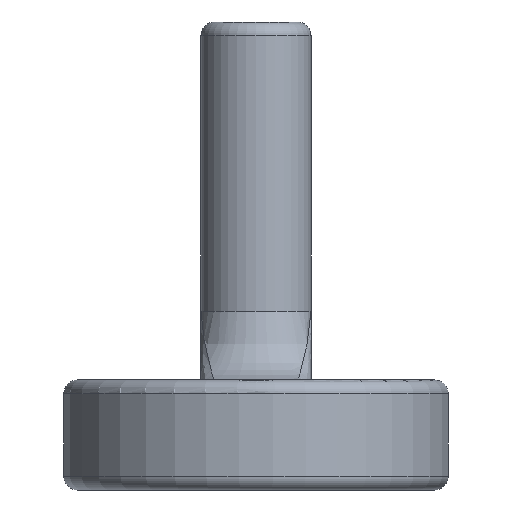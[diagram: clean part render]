
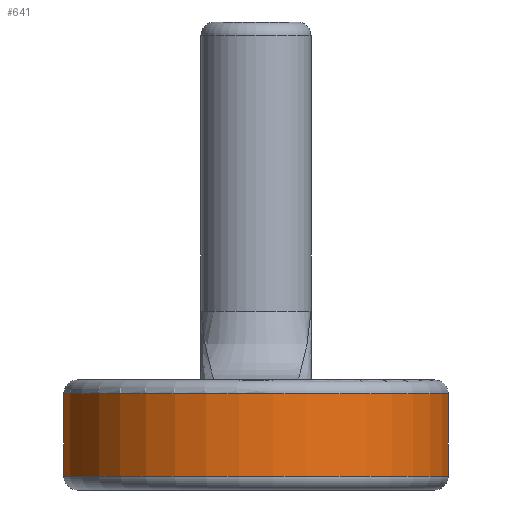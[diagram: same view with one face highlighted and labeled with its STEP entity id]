
A CAD part, front view. The second image highlights one B-rep face of the part: STEP entity #641.
In plain terms, the highlighted cylindrical face has radius 14 mm (diameter 28 mm), a partial arc.
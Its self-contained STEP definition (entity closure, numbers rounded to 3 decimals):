
#23=CYLINDRICAL_SURFACE('',#759,14.);
#49=LINE('',#1215,#69);
#50=LINE('',#1216,#70);
#69=VECTOR('',#977,10.);
#70=VECTOR('',#978,10.);
#121=FACE_OUTER_BOUND('',#170,.T.);
#170=EDGE_LOOP('',(#544,#545,#546,#547));
#224=CIRCLE('',#726,14.);
#241=CIRCLE('',#752,14.);
#288=VERTEX_POINT('',#1159);
#289=VERTEX_POINT('',#1161);
#300=VERTEX_POINT('',#1199);
#301=VERTEX_POINT('',#1203);
#359=EDGE_CURVE('',#288,#289,#224,.T.);
#381=EDGE_CURVE('',#300,#301,#241,.T.);
#386=EDGE_CURVE('',#289,#300,#49,.T.);
#387=EDGE_CURVE('',#301,#288,#50,.T.);
#544=ORIENTED_EDGE('',*,*,#381,.F.);
#545=ORIENTED_EDGE('',*,*,#386,.F.);
#546=ORIENTED_EDGE('',*,*,#359,.F.);
#547=ORIENTED_EDGE('',*,*,#387,.F.);
#641=ADVANCED_FACE('',(#121),#23,.T.);
#726=AXIS2_PLACEMENT_3D('',#1162,#903,#904);
#752=AXIS2_PLACEMENT_3D('',#1205,#960,#961);
#759=AXIS2_PLACEMENT_3D('',#1214,#975,#976);
#903=DIRECTION('center_axis',(0.,0.,1.));
#904=DIRECTION('ref_axis',(0.,-1.,0.));
#960=DIRECTION('center_axis',(0.,0.,-1.));
#961=DIRECTION('ref_axis',(0.,-1.,0.));
#975=DIRECTION('center_axis',(0.,0.,1.));
#976=DIRECTION('ref_axis',(0.,-1.,0.));
#977=DIRECTION('',(0.,0.,-1.));
#978=DIRECTION('',(0.,0.,1.));
#1159=CARTESIAN_POINT('',(-12.767,5.746,3.));
#1161=CARTESIAN_POINT('',(12.767,5.746,3.));
#1162=CARTESIAN_POINT('Origin',(0.,0.,3.));
#1199=CARTESIAN_POINT('',(12.767,5.746,-3.));
#1203=CARTESIAN_POINT('',(-12.767,5.746,-3.));
#1205=CARTESIAN_POINT('Origin',(0.,0.,-3.));
#1214=CARTESIAN_POINT('Origin',(0.,0.,0.));
#1215=CARTESIAN_POINT('',(12.767,5.746,0.));
#1216=CARTESIAN_POINT('',(-12.767,5.746,0.));
